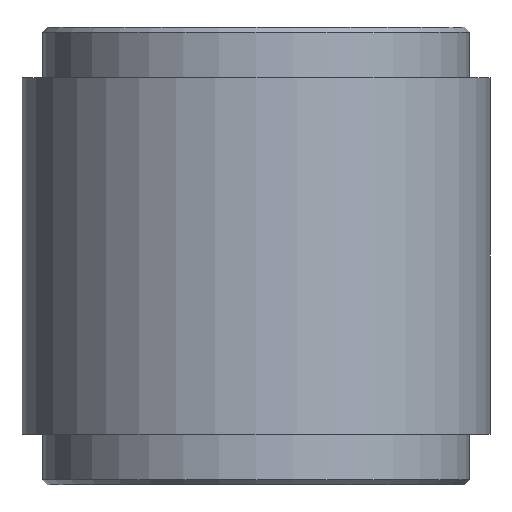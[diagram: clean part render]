
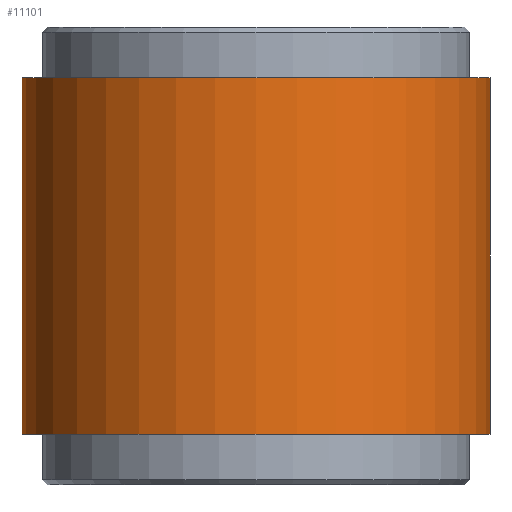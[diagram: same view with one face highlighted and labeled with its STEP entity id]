
A CAD part, front view. The second image highlights one B-rep face of the part: STEP entity #11101.
In plain terms, the highlighted cylindrical face has radius 23 mm (diameter 46 mm), a partial arc.
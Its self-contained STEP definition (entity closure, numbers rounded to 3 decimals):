
#459 = FACE_OUTER_BOUND ( 'NONE', #9602, .T. ) ;
#676 = EDGE_CURVE ( 'NONE', #3732, #8254, #12196, .T. ) ;
#947 = DIRECTION ( 'NONE',  ( 0., 0., -1. ) ) ;
#2132 = ORIENTED_EDGE ( 'NONE', *, *, #9477, .T. ) ;
#2583 = DIRECTION ( 'NONE',  ( 1., 0., 0. ) ) ;
#2848 = DIRECTION ( 'NONE',  ( -1., 0., 0. ) ) ;
#3271 = ORIENTED_EDGE ( 'NONE', *, *, #15861, .F. ) ;
#3443 = VERTEX_POINT ( 'NONE', #13051 ) ;
#3732 = VERTEX_POINT ( 'NONE', #6815 ) ;
#4371 = DIRECTION ( 'NONE',  ( 0., 0., -1. ) ) ;
#4699 = CARTESIAN_POINT ( 'NONE',  ( -23., 0., 40. ) ) ;
#5136 = CIRCLE ( 'NONE', #6352, 23. ) ;
#5587 = VERTEX_POINT ( 'NONE', #4699 ) ;
#5674 = CARTESIAN_POINT ( 'NONE',  ( 0., 0., 5. ) ) ;
#5836 = DIRECTION ( 'NONE',  ( 0., 0., -1. ) ) ;
#6232 = DIRECTION ( 'NONE',  ( 0., 0., -1. ) ) ;
#6352 = AXIS2_PLACEMENT_3D ( 'NONE', #14781, #10685, #2583 ) ;
#6815 = CARTESIAN_POINT ( 'NONE',  ( 23., 0., 40. ) ) ;
#7577 = DIRECTION ( 'NONE',  ( -1., 0., 0. ) ) ;
#8254 = VERTEX_POINT ( 'NONE', #14680 ) ;
#9477 = EDGE_CURVE ( 'NONE', #5587, #3443, #13166, .T. ) ;
#9602 = EDGE_LOOP ( 'NONE', ( #15723, #11699, #2132, #3271 ) ) ;
#9780 = EDGE_CURVE ( 'NONE', #5587, #3732, #5136, .T. ) ;
#10685 = DIRECTION ( 'NONE',  ( 0., 0., 1. ) ) ;
#11101 = ADVANCED_FACE ( 'NONE', ( #459 ), #11889, .T. ) ;
#11615 = CIRCLE ( 'NONE', #14327, 23. ) ;
#11699 = ORIENTED_EDGE ( 'NONE', *, *, #9780, .F. ) ;
#11889 = CYLINDRICAL_SURFACE ( 'NONE', #13662, 23. ) ;
#12196 = LINE ( 'NONE', #12701, #13039 ) ;
#12701 = CARTESIAN_POINT ( 'NONE',  ( 23., 0., 45. ) ) ;
#13039 = VECTOR ( 'NONE', #5836, 1000. ) ;
#13048 = CARTESIAN_POINT ( 'NONE',  ( 0., 0., 45. ) ) ;
#13051 = CARTESIAN_POINT ( 'NONE',  ( -23., 0., 5. ) ) ;
#13166 = LINE ( 'NONE', #14555, #17200 ) ;
#13662 = AXIS2_PLACEMENT_3D ( 'NONE', #13048, #6232, #7577 ) ;
#14327 = AXIS2_PLACEMENT_3D ( 'NONE', #5674, #4371, #2848 ) ;
#14555 = CARTESIAN_POINT ( 'NONE',  ( -23., 0., 45. ) ) ;
#14680 = CARTESIAN_POINT ( 'NONE',  ( 23., 0., 5. ) ) ;
#14781 = CARTESIAN_POINT ( 'NONE',  ( 0., 0., 40. ) ) ;
#15723 = ORIENTED_EDGE ( 'NONE', *, *, #676, .F. ) ;
#15861 = EDGE_CURVE ( 'NONE', #8254, #3443, #11615, .T. ) ;
#17200 = VECTOR ( 'NONE', #947, 1000. ) ;
